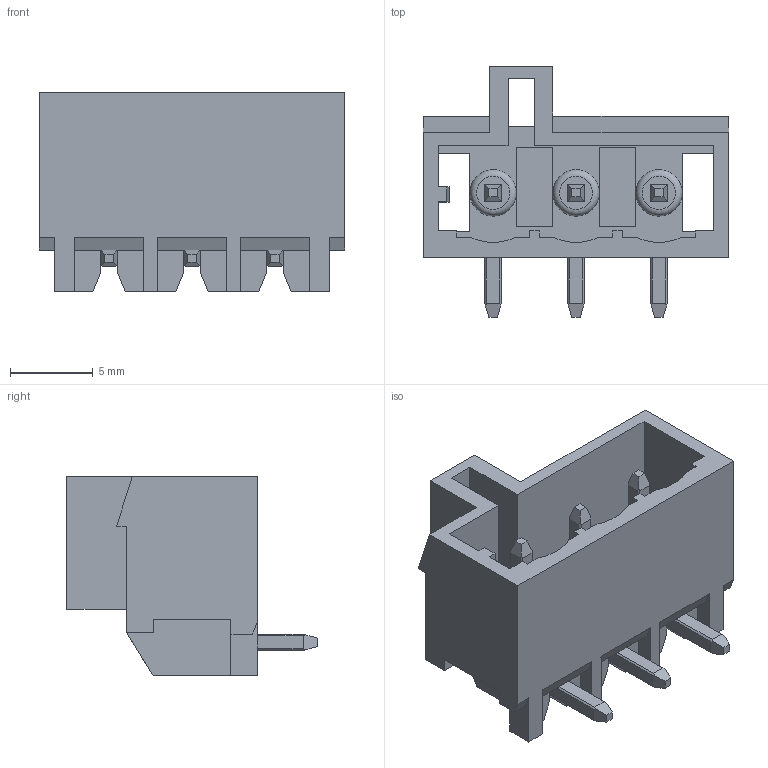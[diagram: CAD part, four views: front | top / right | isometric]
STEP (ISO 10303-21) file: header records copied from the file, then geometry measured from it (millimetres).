
FILE_DESCRIPTION( ( 'Unknown' ), '1' );
FILE_NAME( '691370710003B.stp', 'Unknown', ( 'Unknown' ), ( 'Unknown' ), 'PSStep 19.0.9', 'Unknown', ' ' );
FILE_SCHEMA( ( 'AUTOMOTIVE_DESIGN { 1 0 10303 214 1 1 1 1 }' ) );
Length unit declared in the file: millimetre
Products named in the file (3): Assem1; 6913707100xxB_PIN; 691370710003B
Assembly tree (4 placements, depth 2):
  Assem1
    6913707100xxB_PIN  x3
    691370710003B
Bounding box: 18.4 x 15.1 x 12 mm (x, y, z)
Volume: 779.2 mm3; surface area: 1786.5 mm2
Topology: 4 solids, 4 shells, 208 faces, 601 edges, 389 vertices
Faces by surface type: plane 190, cylinder 9, cone 6, torus 3
Full cylindrical faces by diameter (mm): 2.8 x3
Entity records: 6362 total; most frequent: CARTESIAN_POINT 911, ORIENTED_EDGE 908, DIRECTION 794, EDGE_CURVE 454, LINE 432, VECTOR 432, VERTEX_POINT 298, AXIS2_PLACEMENT_3D 181
